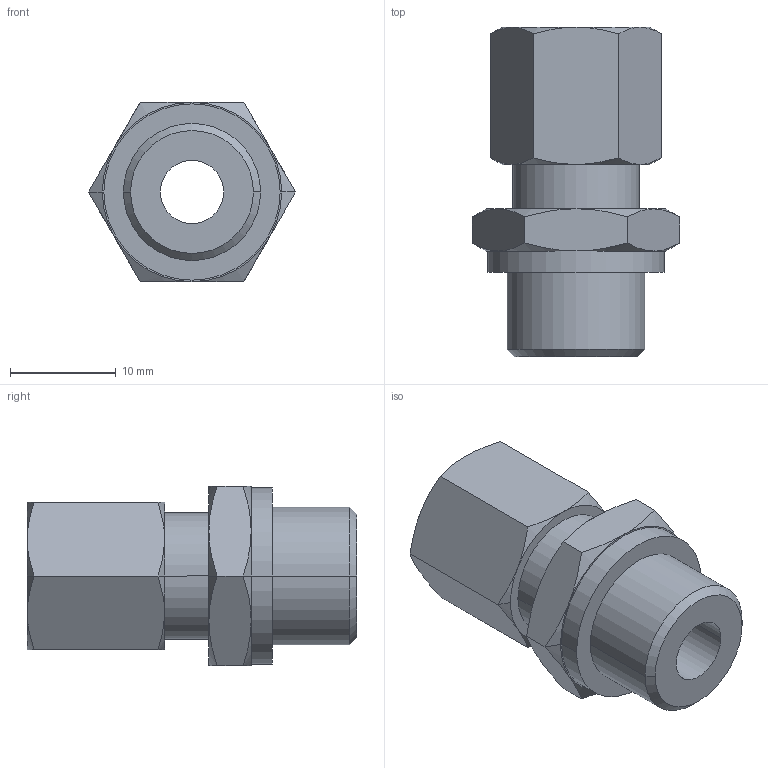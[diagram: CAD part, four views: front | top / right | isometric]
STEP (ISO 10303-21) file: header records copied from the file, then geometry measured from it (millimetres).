
FILE_DESCRIPTION(('STEP AP214'),'1');
FILE_NAME('0101_08_68.stp','2016-07-07T14:58:26',('TraceParts'),('TraceParts S.A.'),'Spatial InterOp 3D',' ',' ');
FILE_SCHEMA(('automotive_design'));
Length unit declared in the file: millimetre
Products named in the file (1): 1
Bounding box: 19.63 x 31.21 x 17 mm (x, y, z)
Volume: 3963.1 mm3; surface area: 2634.9 mm2
Topology: 1 solids, 1 shells, 63 faces, 134 edges, 78 vertices
Faces by surface type: cone 34, plane 19, cylinder 10
Entity records: 1737 total; most frequent: CARTESIAN_POINT 468, DIRECTION 268, ORIENTED_EDGE 268, EDGE_CURVE 134, AXIS2_PLACEMENT_3D 118, VERTEX_POINT 78, EDGE_LOOP 70, ADVANCED_FACE 63
